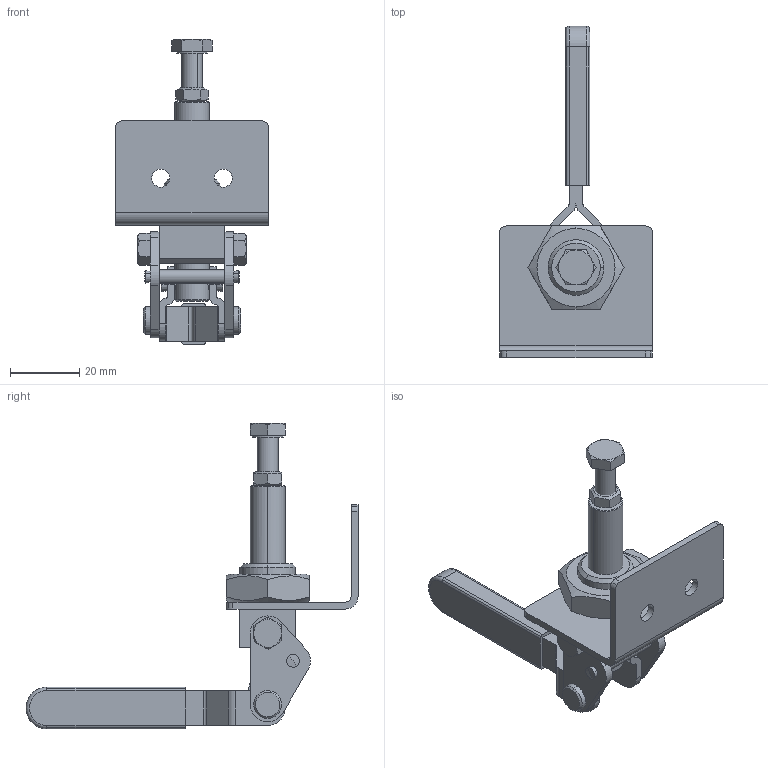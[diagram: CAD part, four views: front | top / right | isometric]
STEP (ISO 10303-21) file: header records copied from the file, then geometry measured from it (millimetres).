
FILE_DESCRIPTION((''),'2;1');
FILE_NAME('CP15.stp','2009-10-27T16:15:39',('David'),(''),'Autodesk Inventor 8','Autodesk Inventor 8','');
FILE_SCHEMA(('AUTOMOTIVE_DESIGN { 1 0 10303 214 1 1 1 1 }'));
Length unit declared in the file: millimetre
Products named in the file (9): CP15; CP15 MOUNTING BRACKET; CP15 BODY; CP15 HANDLE ASSEMBLY; CP15 LINK ASSEMBLY; CP15 PLUNGER ASSEMBLY; ISO 4035 - M16; DIN 934 - M5; ISO 4017  (Regular Thread) M6 x 25
Assembly tree (8 placements, depth 2):
  CP15
    CP15 MOUNTING BRACKET
    CP15 BODY
    CP15 HANDLE ASSEMBLY
    CP15 LINK ASSEMBLY
    CP15 PLUNGER ASSEMBLY
    ISO 4035 - M16
    DIN 934 - M5
    ISO 4017  (Regular Thread) M6 x 25
Bounding box: 44 x 95.59 x 88.01 mm (x, y, z)
Volume: 24981 mm3; surface area: 21214.3 mm2
Topology: 8 solids, 33 shells, 421 faces, 980 edges, 630 vertices
Faces by surface type: plane 197, cylinder 109, cone 64, bspline 43, sphere 6, torus 2
Entity records: 12891 total; most frequent: CARTESIAN_POINT 3177, DIRECTION 2017, ORIENTED_EDGE 1932, EDGE_CURVE 966, AXIS2_PLACEMENT_3D 748, VERTEX_POINT 630, VECTOR 521, LINE 521
